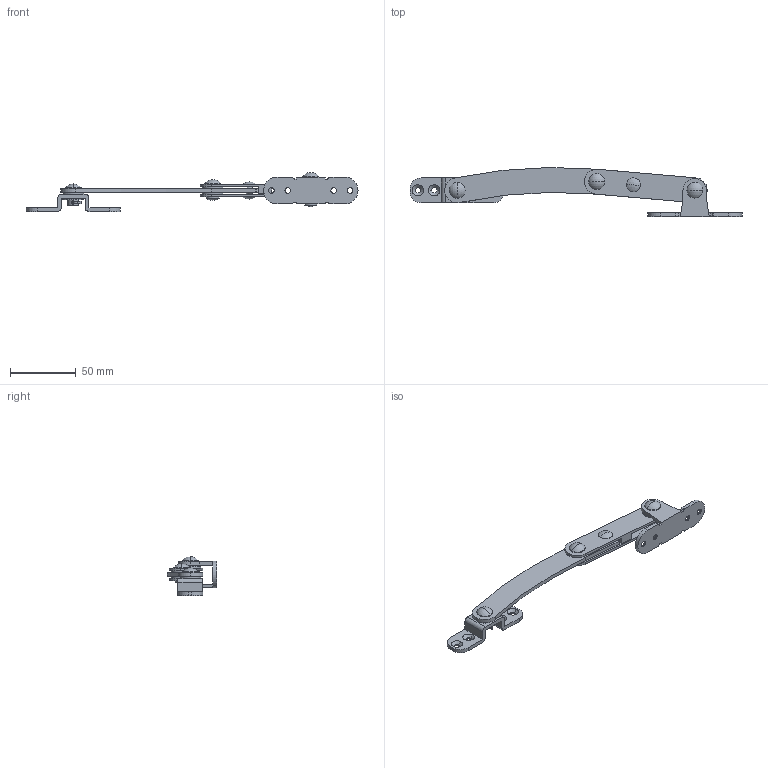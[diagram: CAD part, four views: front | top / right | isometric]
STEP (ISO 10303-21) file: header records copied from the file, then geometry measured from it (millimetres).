
FILE_DESCRIPTION (( 'STEP AP203' ), '1' );
FILE_NAME ('B-1025-3A.STEP', '2018-08-30T02:04:43', ( '' ), ( '' ), 'SwSTEP 2.0', 'SolidWorks 2014', '' );
FILE_SCHEMA (( 'CONFIG_CONTROL_DESIGN' ));
Length unit declared in the file: millimetre
Products named in the file (13): B-1025-3A傾乕儉A_; B-1025-3Aカラー_; B-1025-3A受座A_; B-1025-3A_割りピン　呼び2_L=12片方曲げ; B-1025-3A儕儀僢僩C_; B-1025-3A傾乕儉B_; B-1025-3A僗僥儞儗僗媴_; B-1025-3A受座B_; B-1025-3A; B-1025-3A儕儀僢僩B_; B-1025-3A傾乕儉C_; B-1025-3A座金_; B-1025-3A軸_
Assembly tree (19 placements, depth 2):
  B-1025-3A
    B-1025-3A傾乕儉A_
    B-1025-3A傾乕儉B_
    B-1025-3A傾乕儉C_
    B-1025-3A受座A_
    B-1025-3A受座B_
    B-1025-3A軸_
    B-1025-3A儕儀僢僩C_
    B-1025-3A儕儀僢僩B_
    B-1025-3Aカラー_
    B-1025-3A僗僥儞儗僗媴_
    B-1025-3A座金_  x8
    B-1025-3A_割りピン　呼び2_L=12片方曲げ
Bounding box: 253.01 x 37.37 x 29.75 mm (x, y, z)
Volume: 30430.2 mm3; surface area: 29319.8 mm2
Topology: 19 solids, 19 shells, 268 faces, 642 edges, 417 vertices
Faces by surface type: cylinder 131, plane 87, sphere 20, cone 16, torus 14
Entity records: 8636 total; most frequent: CARTESIAN_POINT 1399, DIRECTION 1301, ORIENTED_EDGE 1106, EDGE_CURVE 553, AXIS2_PLACEMENT_3D 520, VERTEX_POINT 358, EDGE_LOOP 275, CIRCLE 272
